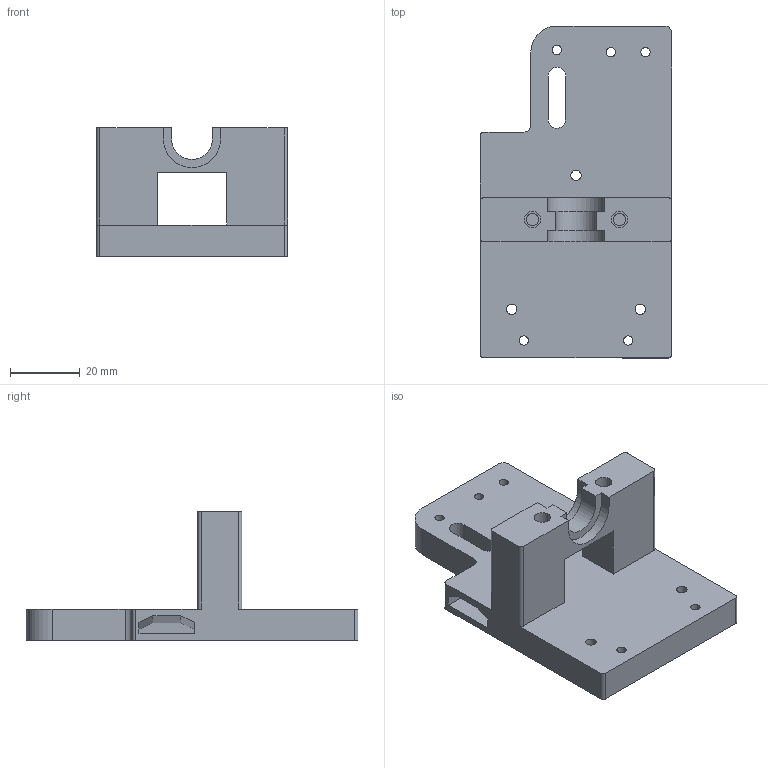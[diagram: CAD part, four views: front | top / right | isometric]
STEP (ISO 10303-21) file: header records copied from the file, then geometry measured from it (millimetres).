
FILE_DESCRIPTION(/* description */ (''),/* implementation_level */ '2;1');
FILE_NAME(/* name */ 'extruder_mount.step',/* time_stamp */ '2025-05-12T14:24:33-04:00',/* author */ (''),/* organization */ (''),/* preprocessor_version */ 'ST-DEVELOPER v20.1',/* originating_system */ 'Autodesk Translation Framework v14.4.0.0',/* authorisation */ '');
FILE_SCHEMA (('AUTOMOTIVE_DESIGN { 1 0 10303 214 3 1 1 }'));
Length unit declared in the file: millimetre
Products named in the file (1): Extruder Mount
Bounding box: 55 x 95.5 x 37 mm (x, y, z)
Volume: 51198.9 mm3; surface area: 19341 mm2
Topology: 1 solids, 1 shells, 96 faces, 263 edges, 176 vertices
Faces by surface type: plane 61, cylinder 32, bspline 3
Full cylindrical faces by diameter (mm): 2.7 x5, 3 x3, 3.5 x2, 4.7 x2, 11.8 x3
Entity records: 3177 total; most frequent: CARTESIAN_POINT 578, ORIENTED_EDGE 526, DIRECTION 524, EDGE_CURVE 263, LINE 190, VECTOR 190, VERTEX_POINT 176, AXIS2_PLACEMENT_3D 167
